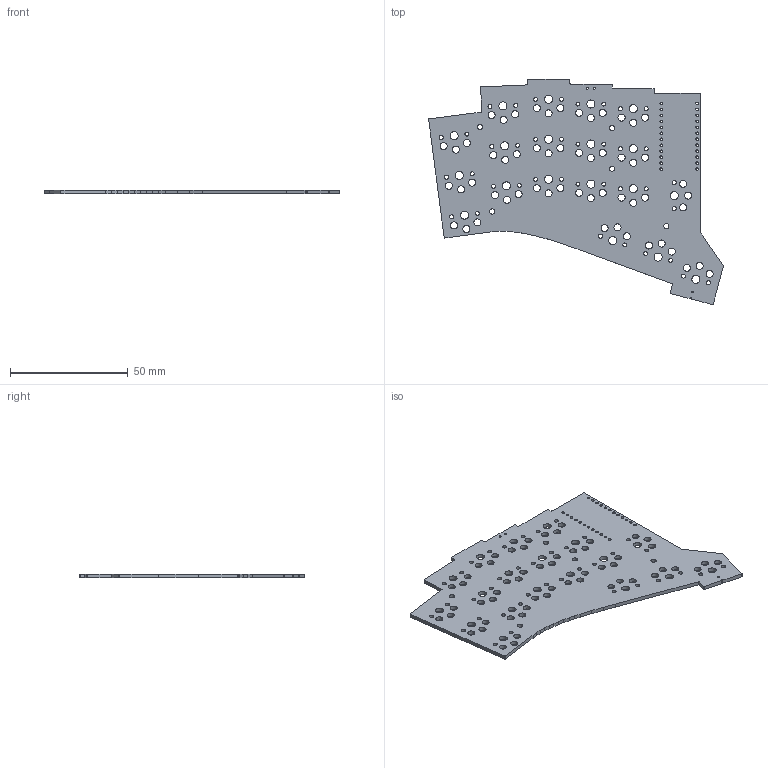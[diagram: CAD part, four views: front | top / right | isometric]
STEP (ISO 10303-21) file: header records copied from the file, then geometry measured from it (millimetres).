
FILE_DESCRIPTION(('KiCad electronic assembly'),'2;1');
FILE_NAME('leveret_lp.step','2024-02-26T09:59:46',('Pcbnew'),('Kicad'), 'Open CASCADE STEP processor 7.7','KiCad to STEP converter','Unknown' );
FILE_SCHEMA(('AUTOMOTIVE_DESIGN { 1 0 10303 214 1 1 1 1 }'));
Length unit declared in the file: millimetre
Products named in the file (2): leveret_lp 1; _autosave-leveret_lp PCB
Assembly tree (1 placements, depth 2):
  leveret_lp 1
    _autosave-leveret_lp PCB
Bounding box: 125.19 x 95.71 x 1.6 mm (x, y, z)
Volume: 11553.4 mm3; surface area: 16797.6 mm2
Topology: 1 solids, 1 shells, 731 faces, 2187 edges, 1458 vertices
Faces by surface type: plane 583, cylinder 148
Full cylindrical faces by diameter (mm): 0.75 x1, 0.9 x2, 1.092 x24, 1.702 x38, 2.2 x5, 3 x57, 3.429 x19
Entity records: 54325 total; most frequent: CARTESIAN_POINT 10532, DIRECTION 8023, LINE 5965, VECTOR 5965, ORIENTED_EDGE 4374, PCURVE 4374, DEFINITIONAL_REPRESENTATION 4374, EDGE_CURVE 2187
